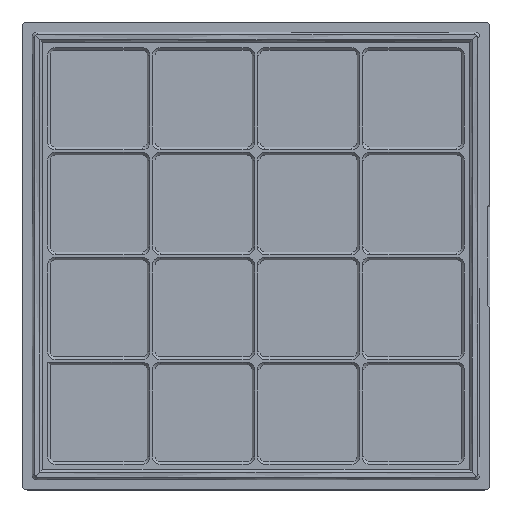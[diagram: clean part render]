
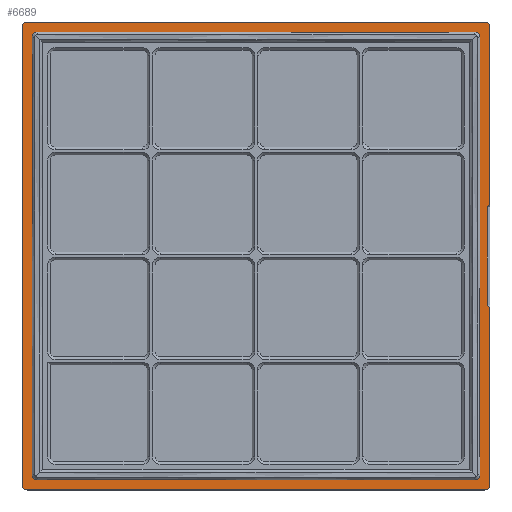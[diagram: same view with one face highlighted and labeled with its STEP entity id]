
A CAD part, top view. The second image highlights one B-rep face of the part: STEP entity #6689.
In plain terms, the highlighted planar face has unit normal (0, 0, 1).
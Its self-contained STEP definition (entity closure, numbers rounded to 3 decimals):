
#164=FACE_BOUND('',#989,.T.);
#186=CIRCLE('',#7082,1.);
#187=CIRCLE('',#7084,1.);
#189=CIRCLE('',#7087,1.);
#190=CIRCLE('',#7088,1.);
#191=CIRCLE('',#7089,1.);
#192=CIRCLE('',#7090,1.);
#193=CIRCLE('',#7091,1.);
#194=CIRCLE('',#7092,1.);
#562=FACE_OUTER_BOUND('',#988,.T.);
#988=EDGE_LOOP('',(#4830,#4831,#4832,#4833,#4834,#4835,#4836,#4837,#4838,
#4839,#4840,#4841,#4842,#4843));
#989=EDGE_LOOP('',(#4844,#4845,#4846,#4847,#4848,#4849,#4850,#4851));
#1617=LINE('',#11828,#2242);
#1620=LINE('',#11833,#2245);
#1621=LINE('',#11837,#2246);
#1625=LINE('',#11845,#2250);
#1631=LINE('',#11867,#2256);
#1632=LINE('',#11871,#2257);
#1633=LINE('',#11874,#2258);
#1634=LINE('',#11875,#2259);
#1635=LINE('',#11876,#2260);
#1636=LINE('',#11877,#2261);
#1637=LINE('',#11882,#2262);
#1638=LINE('',#11886,#2263);
#1639=LINE('',#11890,#2264);
#1640=LINE('',#11893,#2265);
#2242=VECTOR('',#7796,10.);
#2245=VECTOR('',#7801,10.);
#2246=VECTOR('',#7804,10.);
#2250=VECTOR('',#7810,10.);
#2256=VECTOR('',#7830,10.);
#2257=VECTOR('',#7833,10.);
#2258=VECTOR('',#7836,10.);
#2259=VECTOR('',#7837,10.);
#2260=VECTOR('',#7838,10.);
#2261=VECTOR('',#7839,10.);
#2262=VECTOR('',#7842,10.);
#2263=VECTOR('',#7845,10.);
#2264=VECTOR('',#7848,10.);
#2265=VECTOR('',#7851,10.);
#2892=VERTEX_POINT('',#11825);
#2893=VERTEX_POINT('',#11827);
#2894=VERTEX_POINT('',#11831);
#2895=VERTEX_POINT('',#11835);
#2896=VERTEX_POINT('',#11836);
#2899=VERTEX_POINT('',#11844);
#2900=VERTEX_POINT('',#11848);
#2903=VERTEX_POINT('',#11853);
#2905=VERTEX_POINT('',#11858);
#2906=VERTEX_POINT('',#11860);
#2908=VERTEX_POINT('',#11866);
#2909=VERTEX_POINT('',#11868);
#2910=VERTEX_POINT('',#11870);
#2911=VERTEX_POINT('',#11872);
#2912=VERTEX_POINT('',#11878);
#2913=VERTEX_POINT('',#11879);
#2914=VERTEX_POINT('',#11881);
#2915=VERTEX_POINT('',#11883);
#2916=VERTEX_POINT('',#11885);
#2917=VERTEX_POINT('',#11887);
#2918=VERTEX_POINT('',#11889);
#2919=VERTEX_POINT('',#11891);
#3586=EDGE_CURVE('',#2892,#2893,#1617,.T.);
#3589=EDGE_CURVE('',#2894,#2892,#1620,.T.);
#3590=EDGE_CURVE('',#2895,#2896,#1621,.T.);
#3594=EDGE_CURVE('',#2899,#2896,#1625,.T.);
#3599=EDGE_CURVE('',#2900,#2903,#186,.T.);
#3601=EDGE_CURVE('',#2906,#2905,#187,.T.);
#3604=EDGE_CURVE('',#2908,#2903,#1631,.T.);
#3605=EDGE_CURVE('',#2908,#2909,#189,.T.);
#3606=EDGE_CURVE('',#2909,#2910,#1632,.T.);
#3607=EDGE_CURVE('',#2910,#2911,#190,.T.);
#3608=EDGE_CURVE('',#2899,#2911,#1633,.T.);
#3609=EDGE_CURVE('',#2893,#2895,#1634,.T.);
#3610=EDGE_CURVE('',#2906,#2894,#1635,.T.);
#3611=EDGE_CURVE('',#2905,#2900,#1636,.T.);
#3612=EDGE_CURVE('',#2912,#2913,#191,.F.);
#3613=EDGE_CURVE('',#2914,#2912,#1637,.T.);
#3614=EDGE_CURVE('',#2915,#2914,#192,.F.);
#3615=EDGE_CURVE('',#2916,#2915,#1638,.T.);
#3616=EDGE_CURVE('',#2917,#2916,#193,.F.);
#3617=EDGE_CURVE('',#2918,#2917,#1639,.T.);
#3618=EDGE_CURVE('',#2919,#2918,#194,.F.);
#3619=EDGE_CURVE('',#2913,#2919,#1640,.T.);
#4830=ORIENTED_EDGE('',*,*,#3604,.F.);
#4831=ORIENTED_EDGE('',*,*,#3605,.T.);
#4832=ORIENTED_EDGE('',*,*,#3606,.T.);
#4833=ORIENTED_EDGE('',*,*,#3607,.T.);
#4834=ORIENTED_EDGE('',*,*,#3608,.F.);
#4835=ORIENTED_EDGE('',*,*,#3594,.T.);
#4836=ORIENTED_EDGE('',*,*,#3590,.F.);
#4837=ORIENTED_EDGE('',*,*,#3609,.F.);
#4838=ORIENTED_EDGE('',*,*,#3586,.F.);
#4839=ORIENTED_EDGE('',*,*,#3589,.F.);
#4840=ORIENTED_EDGE('',*,*,#3610,.F.);
#4841=ORIENTED_EDGE('',*,*,#3601,.T.);
#4842=ORIENTED_EDGE('',*,*,#3611,.T.);
#4843=ORIENTED_EDGE('',*,*,#3599,.T.);
#4844=ORIENTED_EDGE('',*,*,#3612,.F.);
#4845=ORIENTED_EDGE('',*,*,#3613,.F.);
#4846=ORIENTED_EDGE('',*,*,#3614,.F.);
#4847=ORIENTED_EDGE('',*,*,#3615,.F.);
#4848=ORIENTED_EDGE('',*,*,#3616,.F.);
#4849=ORIENTED_EDGE('',*,*,#3617,.F.);
#4850=ORIENTED_EDGE('',*,*,#3618,.F.);
#4851=ORIENTED_EDGE('',*,*,#3619,.F.);
#6434=PLANE('',#7086);
#6689=ADVANCED_FACE('',(#562,#164),#6434,.T.);
#7082=AXIS2_PLACEMENT_3D('',#11855,#7818,#7819);
#7084=AXIS2_PLACEMENT_3D('',#11861,#7823,#7824);
#7086=AXIS2_PLACEMENT_3D('',#11865,#7828,#7829);
#7087=AXIS2_PLACEMENT_3D('',#11869,#7831,#7832);
#7088=AXIS2_PLACEMENT_3D('',#11873,#7834,#7835);
#7089=AXIS2_PLACEMENT_3D('',#11880,#7840,#7841);
#7090=AXIS2_PLACEMENT_3D('',#11884,#7843,#7844);
#7091=AXIS2_PLACEMENT_3D('',#11888,#7846,#7847);
#7092=AXIS2_PLACEMENT_3D('',#11892,#7849,#7850);
#7796=DIRECTION('',(-0.816,-0.577,0.));
#7801=DIRECTION('',(-1.,0.,0.));
#7804=DIRECTION('',(0.816,-0.577,0.));
#7810=DIRECTION('',(-1.,0.,0.));
#7818=DIRECTION('center_axis',(0.,0.,1.));
#7819=DIRECTION('ref_axis',(-1.,0.,0.));
#7823=DIRECTION('center_axis',(0.,0.,1.));
#7824=DIRECTION('ref_axis',(-1.,0.,0.));
#7828=DIRECTION('center_axis',(0.,0.,1.));
#7829=DIRECTION('ref_axis',(1.,0.,0.));
#7830=DIRECTION('',(0.,1.,0.));
#7831=DIRECTION('center_axis',(0.,0.,1.));
#7832=DIRECTION('ref_axis',(-1.,0.,0.));
#7833=DIRECTION('',(1.,0.,0.));
#7834=DIRECTION('center_axis',(0.,0.,1.));
#7835=DIRECTION('ref_axis',(-1.,0.,0.));
#7836=DIRECTION('',(0.,-1.,0.));
#7837=DIRECTION('',(0.,-1.,0.));
#7838=DIRECTION('',(0.,-1.,0.));
#7839=DIRECTION('',(-1.,0.,0.));
#7840=DIRECTION('center_axis',(0.,0.,-1.));
#7841=DIRECTION('ref_axis',(0.707,-0.707,0.));
#7842=DIRECTION('',(1.,0.,0.));
#7843=DIRECTION('center_axis',(0.,0.,-1.));
#7844=DIRECTION('ref_axis',(-0.707,-0.707,0.));
#7845=DIRECTION('',(0.,-1.,0.));
#7846=DIRECTION('center_axis',(0.,0.,-1.));
#7847=DIRECTION('ref_axis',(-0.707,0.707,0.));
#7848=DIRECTION('',(-1.,0.,0.));
#7849=DIRECTION('center_axis',(0.,0.,-1.));
#7850=DIRECTION('ref_axis',(0.707,0.707,0.));
#7851=DIRECTION('',(0.,1.,0.));
#11825=CARTESIAN_POINT('',(45.745,10.,3.));
#11827=CARTESIAN_POINT('',(45.25,9.65,3.));
#11828=CARTESIAN_POINT('',(28.141,-2.448,3.));
#11831=CARTESIAN_POINT('',(45.75,10.,3.));
#11833=CARTESIAN_POINT('',(45.75,10.,3.));
#11835=CARTESIAN_POINT('',(45.25,-9.65,3.));
#11836=CARTESIAN_POINT('',(45.745,-10.,3.));
#11837=CARTESIAN_POINT('',(28.058,2.507,3.));
#11844=CARTESIAN_POINT('',(45.75,-10.,3.));
#11845=CARTESIAN_POINT('',(45.75,-10.,3.));
#11848=CARTESIAN_POINT('',(-44.75,45.75,3.));
#11853=CARTESIAN_POINT('',(-45.75,44.75,3.));
#11855=CARTESIAN_POINT('Origin',(-44.75,44.75,3.));
#11858=CARTESIAN_POINT('',(44.75,45.75,3.));
#11860=CARTESIAN_POINT('',(45.75,44.75,3.));
#11861=CARTESIAN_POINT('Origin',(44.75,44.75,3.));
#11865=CARTESIAN_POINT('Origin',(0.,0.,3.));
#11866=CARTESIAN_POINT('',(-45.75,-44.75,3.));
#11867=CARTESIAN_POINT('',(-45.75,-44.75,3.));
#11868=CARTESIAN_POINT('',(-44.75,-45.75,3.));
#11869=CARTESIAN_POINT('Origin',(-44.75,-44.75,3.));
#11870=CARTESIAN_POINT('',(44.75,-45.75,3.));
#11871=CARTESIAN_POINT('',(-44.75,-45.75,3.));
#11872=CARTESIAN_POINT('',(45.75,-44.75,3.));
#11873=CARTESIAN_POINT('Origin',(44.75,-44.75,3.));
#11874=CARTESIAN_POINT('',(45.75,44.75,3.));
#11875=CARTESIAN_POINT('',(45.25,-22.875,3.));
#11876=CARTESIAN_POINT('',(45.75,44.75,3.));
#11877=CARTESIAN_POINT('',(44.75,45.75,3.));
#11878=CARTESIAN_POINT('',(42.75,-43.75,3.));
#11879=CARTESIAN_POINT('',(43.75,-42.75,3.));
#11880=CARTESIAN_POINT('Origin',(42.75,-42.75,3.));
#11881=CARTESIAN_POINT('',(-42.75,-43.75,3.));
#11882=CARTESIAN_POINT('',(20.875,-43.75,3.));
#11883=CARTESIAN_POINT('',(-43.75,-42.75,3.));
#11884=CARTESIAN_POINT('Origin',(-42.75,-42.75,3.));
#11885=CARTESIAN_POINT('',(-43.75,42.75,3.));
#11886=CARTESIAN_POINT('',(-43.75,0.,3.));
#11887=CARTESIAN_POINT('',(-42.75,43.75,3.));
#11888=CARTESIAN_POINT('Origin',(-42.75,42.75,3.));
#11889=CARTESIAN_POINT('',(42.75,43.75,3.));
#11890=CARTESIAN_POINT('',(-20.875,43.75,3.));
#11891=CARTESIAN_POINT('',(43.75,42.75,3.));
#11892=CARTESIAN_POINT('Origin',(42.75,42.75,3.));
#11893=CARTESIAN_POINT('',(43.75,20.875,3.));
